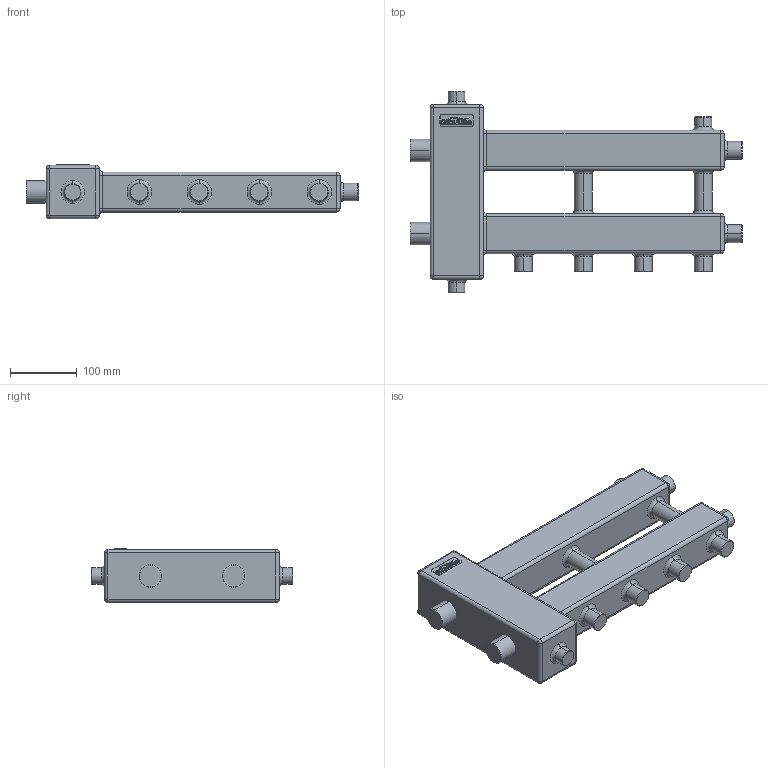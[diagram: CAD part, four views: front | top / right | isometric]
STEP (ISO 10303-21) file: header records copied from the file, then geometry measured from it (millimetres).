
FILE_DESCRIPTION (( 'STEP AP203' ), '1' );
FILE_NAME ('BMK-60-3D.10.STEP', '2016-12-26T08:32:31', ( '' ), ( '' ), 'SwSTEP 2.0', 'SolidWorks 2015', '' );
FILE_SCHEMA (( 'CONFIG_CONTROL_DESIGN' ));
Length unit declared in the file: millimetre
Products named in the file (1): BMK-60-3D.10
Bounding box: 498 x 302 x 81 mm (x, y, z)
Volume: 4507683.7 mm3; surface area: 289373.6 mm2
Topology: 1 solids, 1 shells, 691 faces, 1868 edges, 1198 vertices
Faces by surface type: bspline 344, plane 205, cylinder 70, torus 34, cone 22, sphere 16
Entity records: 23351 total; most frequent: CARTESIAN_POINT 8226, ORIENTED_EDGE 3704, DIRECTION 2088, EDGE_CURVE 1852, VERTEX_POINT 1198, LINE 928, VECTOR 928, EDGE_LOOP 730
